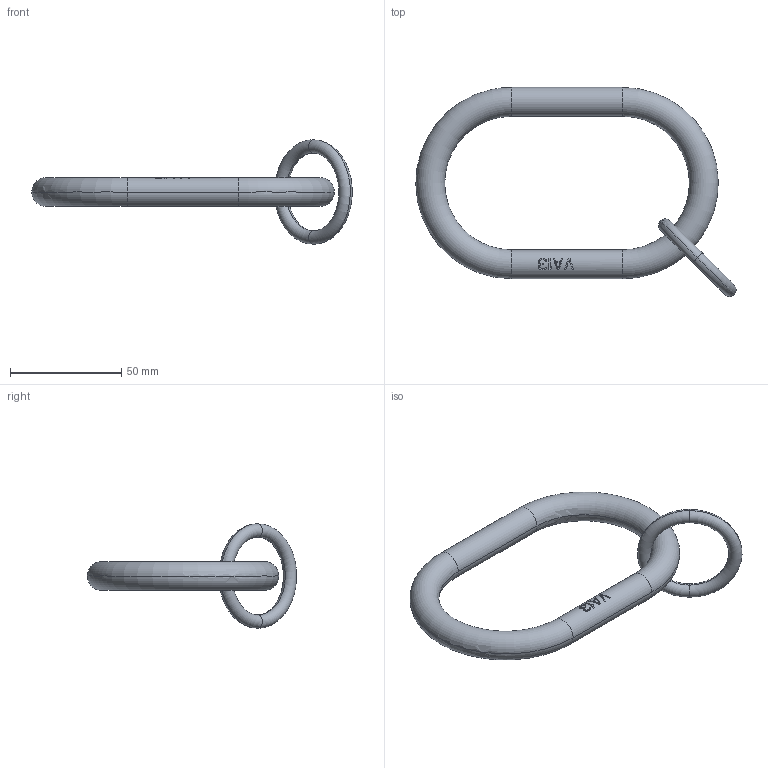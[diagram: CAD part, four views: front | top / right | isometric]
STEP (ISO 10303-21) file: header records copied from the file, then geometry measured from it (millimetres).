
FILE_DESCRIPTION((''),'2;1');
FILE_NAME('3VA13','2005-01-18T',('jakubetz'),(''),'PRO/ENGINEER BY PARAMETRIC TECHNOLOGY CORPORATION, 2001400','PRO/ENGINEER BY PARAMETRIC TECHNOLOGY CORPORATION, 2001400','');
FILE_SCHEMA(('CONFIG_CONTROL_DESIGN'));
Length unit declared in the file: millimetre
Products named in the file (1): 3VA13
Bounding box: 144.03 x 94.03 x 47 mm (x, y, z)
Volume: 47348.1 mm3; surface area: 15903.8 mm2
Topology: 2 solids, 2 shells, 89 faces, 240 edges, 156 vertices
Faces by surface type: plane 76, torus 8, cylinder 5
Entity records: 2938 total; most frequent: CARTESIAN_POINT 769, ORIENTED_EDGE 480, DIRECTION 374, EDGE_CURVE 240, VECTOR 156, LINE 156, VERTEX_POINT 156, AXIS2_PLACEMENT_3D 109
